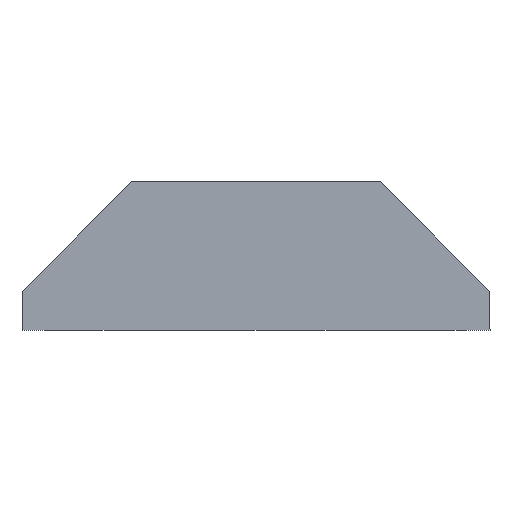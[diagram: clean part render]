
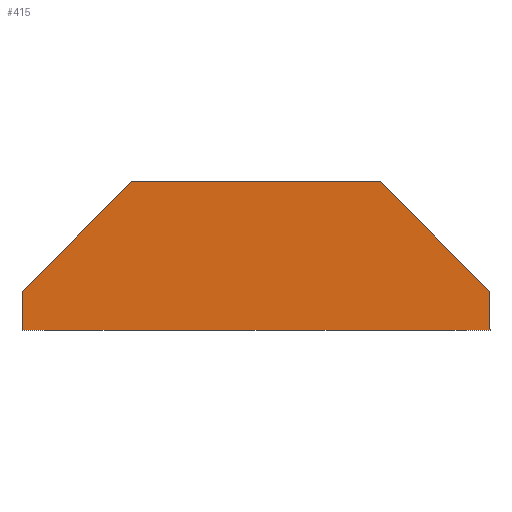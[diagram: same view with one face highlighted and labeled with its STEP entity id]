
A CAD part, front view. The second image highlights one B-rep face of the part: STEP entity #415.
In plain terms, the highlighted planar face has unit normal (0, -1, 0).
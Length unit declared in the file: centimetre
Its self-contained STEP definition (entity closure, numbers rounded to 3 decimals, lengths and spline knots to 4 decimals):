
#129=VECTOR('',#477,1.);
#132=VECTOR('',#482,1.);
#138=VECTOR('',#490,1.);
#139=VECTOR('',#491,1.);
#140=VECTOR('',#492,1.);
#141=VECTOR('',#493,1.);
#169=LINE('',#556,#129);
#172=LINE('',#564,#132);
#178=LINE('',#576,#138);
#179=LINE('',#577,#139);
#180=LINE('',#579,#140);
#181=LINE('',#581,#141);
#195=PLANE('',#434);
#219=VERTEX_POINT('',#555);
#220=VERTEX_POINT('',#557);
#222=VERTEX_POINT('',#563);
#223=VERTEX_POINT('',#565);
#227=VERTEX_POINT('',#578);
#228=VERTEX_POINT('',#580);
#258=EDGE_CURVE('',#220,#219,#169,.T.);
#263=EDGE_CURVE('',#223,#222,#172,.T.);
#269=EDGE_CURVE('',#222,#220,#178,.T.);
#270=EDGE_CURVE('',#227,#219,#179,.T.);
#271=EDGE_CURVE('',#227,#228,#180,.T.);
#272=EDGE_CURVE('',#228,#223,#181,.T.);
#339=ORIENTED_EDGE('',*,*,#263,.T.);
#340=ORIENTED_EDGE('',*,*,#269,.T.);
#341=ORIENTED_EDGE('',*,*,#258,.T.);
#342=ORIENTED_EDGE('',*,*,#270,.F.);
#343=ORIENTED_EDGE('',*,*,#271,.T.);
#344=ORIENTED_EDGE('',*,*,#272,.T.);
#377=EDGE_LOOP('',(#339,#340,#341,#342,#343,#344));
#397=FACE_BOUND('',#377,.T.);
#415=ADVANCED_FACE('',(#397),#195,.T.);
#434=AXIS2_PLACEMENT_3D('',#575,#489,$);
#477=DIRECTION('',(-0.707,0.,-0.707));
#482=DIRECTION('',(-0.707,0.,0.707));
#489=DIRECTION('',(0.,-1.,0.));
#490=DIRECTION('',(-1.,0.,0.));
#491=DIRECTION('',(0.,0.,1.));
#492=DIRECTION('',(1.,0.,0.));
#493=DIRECTION('',(0.,0.,1.));
#555=CARTESIAN_POINT('',(-0.6,-0.75,0.1));
#556=CARTESIAN_POINT('',(-0.405,-0.75,0.295));
#557=CARTESIAN_POINT('',(-0.32,-0.75,0.38));
#563=CARTESIAN_POINT('',(0.32,-0.75,0.38));
#564=CARTESIAN_POINT('',(0.405,-0.75,0.295));
#565=CARTESIAN_POINT('',(0.6,-0.75,0.1));
#575=CARTESIAN_POINT('',(0.,-0.75,0.));
#576=CARTESIAN_POINT('',(-0.6,-0.75,0.38));
#577=CARTESIAN_POINT('',(-0.6,-0.75,0.));
#578=CARTESIAN_POINT('',(-0.6,-0.75,0.));
#579=CARTESIAN_POINT('',(-0.6,-0.75,0.));
#580=CARTESIAN_POINT('',(0.6,-0.75,0.));
#581=CARTESIAN_POINT('',(0.6,-0.75,0.));
